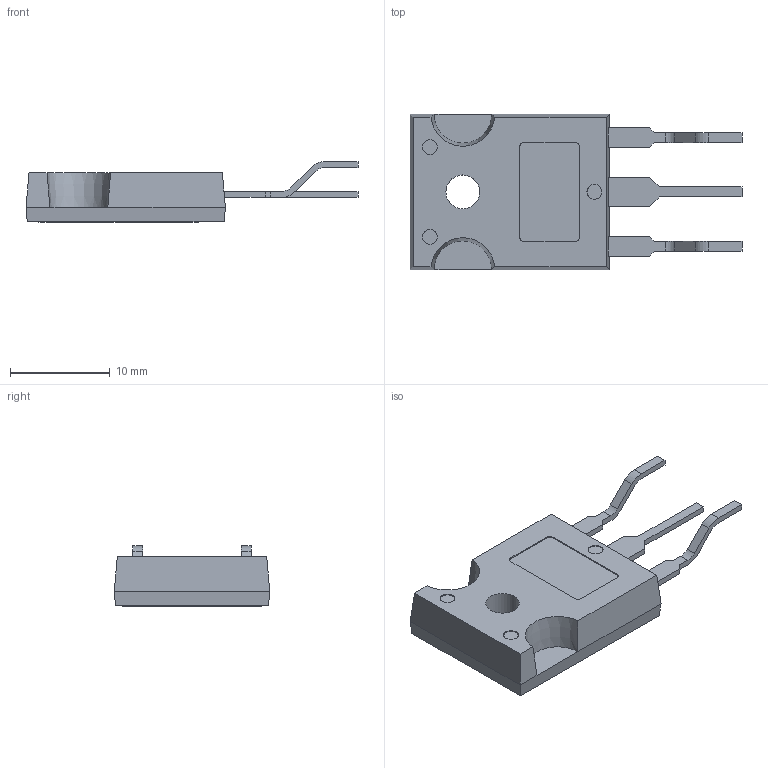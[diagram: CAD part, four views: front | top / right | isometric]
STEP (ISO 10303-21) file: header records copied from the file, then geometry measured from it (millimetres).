
FILE_DESCRIPTION(('STEP AP214'), '1');
FILE_NAME('TO-247', '2019-03-05T14:12:44', ('Che'), (''), 'ASCON STEP Converter 1.3', 'ASCON Math Kernel', '');
FILE_SCHEMA(('AUTOMOTIVE_DESIGN { 1 0 10303 214 3 1 1}'));
Length unit declared in the file: millimetre
Bounding box: 33.3 x 15.6 x 6.1 mm (x, y, z)
Volume: 1397.8 mm3; surface area: 1176 mm2
Topology: 1 solids, 1 shells, 100 faces, 259 edges, 170 vertices
Faces by surface type: plane 79, cylinder 12, cone 9
Full cylindrical faces by diameter (mm): 3.4 x1, 6 x1
Entity records: 3860 total; most frequent: CARTESIAN_POINT 549, ORIENTED_EDGE 508, DIRECTION 494, EDGE_CURVE 254, LINE 208, VECTOR 208, VERTEX_POINT 170, AXIS2_PLACEMENT_3D 143
